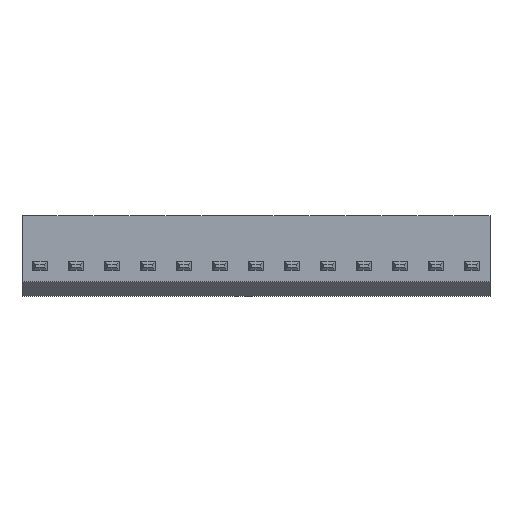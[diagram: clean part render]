
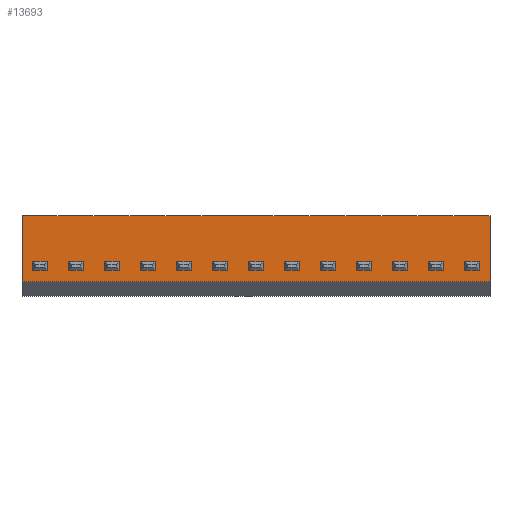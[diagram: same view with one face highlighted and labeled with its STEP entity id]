
A CAD part, top view. The second image highlights one B-rep face of the part: STEP entity #13693.
In plain terms, the highlighted planar face has unit normal (0, 0, 1).
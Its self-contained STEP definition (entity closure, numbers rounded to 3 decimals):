
#13693 = ADVANCED_FACE('',(#13694),#13708,.T.);
#13694 = FACE_BOUND('',#13695,.T.);
#13695 = EDGE_LOOP('',(#13696,#13731,#13759,#13787));
#13696 = ORIENTED_EDGE('',*,*,#13697,.T.);
#13697 = EDGE_CURVE('',#13698,#13700,#13702,.T.);
#13698 = VERTEX_POINT('',#13699);
#13699 = CARTESIAN_POINT('',(-1.25,-1.1,3.2));
#13700 = VERTEX_POINT('',#13701);
#13701 = CARTESIAN_POINT('',(31.25,-1.1,3.2));
#13702 = SURFACE_CURVE('',#13703,(#13707,#13719),.PCURVE_S1.);
#13703 = LINE('',#13704,#13705);
#13704 = CARTESIAN_POINT('',(-1.25,-1.1,3.2));
#13705 = VECTOR('',#13706,1.);
#13706 = DIRECTION('',(1.,0.,0.));
#13707 = PCURVE('',#13708,#13713);
#13708 = PLANE('',#13709);
#13709 = AXIS2_PLACEMENT_3D('',#13710,#13711,#13712);
#13710 = CARTESIAN_POINT('',(-1.25,-1.1,3.2));
#13711 = DIRECTION('',(0.,0.,1.));
#13712 = DIRECTION('',(0.,1.,0.));
#13713 = DEFINITIONAL_REPRESENTATION('',(#13714),#13718);
#13714 = LINE('',#13715,#13716);
#13715 = CARTESIAN_POINT('',(0.,0.));
#13716 = VECTOR('',#13717,1.);
#13717 = DIRECTION('',(0.,-1.));
#13718 = ( GEOMETRIC_REPRESENTATION_CONTEXT(2) 
PARAMETRIC_REPRESENTATION_CONTEXT() REPRESENTATION_CONTEXT('2D SPACE',''
  ) );
#13719 = PCURVE('',#13720,#13725);
#13720 = PLANE('',#13721);
#13721 = AXIS2_PLACEMENT_3D('',#13722,#13723,#13724);
#13722 = CARTESIAN_POINT('',(-1.25,-1.1,3.2));
#13723 = DIRECTION('',(0.,0.707,-0.707));
#13724 = DIRECTION('',(0.,-0.707,-0.707));
#13725 = DEFINITIONAL_REPRESENTATION('',(#13726),#13730);
#13726 = LINE('',#13727,#13728);
#13727 = CARTESIAN_POINT('',(0.,0.));
#13728 = VECTOR('',#13729,1.);
#13729 = DIRECTION('',(0.,-1.));
#13730 = ( GEOMETRIC_REPRESENTATION_CONTEXT(2) 
PARAMETRIC_REPRESENTATION_CONTEXT() REPRESENTATION_CONTEXT('2D SPACE',''
  ) );
#13731 = ORIENTED_EDGE('',*,*,#13732,.T.);
#13732 = EDGE_CURVE('',#13700,#13733,#13735,.T.);
#13733 = VERTEX_POINT('',#13734);
#13734 = CARTESIAN_POINT('',(31.25,3.5,3.2));
#13735 = SURFACE_CURVE('',#13736,(#13740,#13747),.PCURVE_S1.);
#13736 = LINE('',#13737,#13738);
#13737 = CARTESIAN_POINT('',(31.25,-1.1,3.2));
#13738 = VECTOR('',#13739,1.);
#13739 = DIRECTION('',(0.,1.,0.));
#13740 = PCURVE('',#13708,#13741);
#13741 = DEFINITIONAL_REPRESENTATION('',(#13742),#13746);
#13742 = LINE('',#13743,#13744);
#13743 = CARTESIAN_POINT('',(0.,-32.5));
#13744 = VECTOR('',#13745,1.);
#13745 = DIRECTION('',(1.,0.));
#13746 = ( GEOMETRIC_REPRESENTATION_CONTEXT(2) 
PARAMETRIC_REPRESENTATION_CONTEXT() REPRESENTATION_CONTEXT('2D SPACE',''
  ) );
#13747 = PCURVE('',#13748,#13753);
#13748 = PLANE('',#13749);
#13749 = AXIS2_PLACEMENT_3D('',#13750,#13751,#13752);
#13750 = CARTESIAN_POINT('',(31.25,0.951,1.622));
#13751 = DIRECTION('',(1.,0.,0.));
#13752 = DIRECTION('',(0.,0.,1.));
#13753 = DEFINITIONAL_REPRESENTATION('',(#13754),#13758);
#13754 = LINE('',#13755,#13756);
#13755 = CARTESIAN_POINT('',(1.578,2.051));
#13756 = VECTOR('',#13757,1.);
#13757 = DIRECTION('',(0.,-1.));
#13758 = ( GEOMETRIC_REPRESENTATION_CONTEXT(2) 
PARAMETRIC_REPRESENTATION_CONTEXT() REPRESENTATION_CONTEXT('2D SPACE',''
  ) );
#13759 = ORIENTED_EDGE('',*,*,#13760,.F.);
#13760 = EDGE_CURVE('',#13761,#13733,#13763,.T.);
#13761 = VERTEX_POINT('',#13762);
#13762 = CARTESIAN_POINT('',(-1.25,3.5,3.2));
#13763 = SURFACE_CURVE('',#13764,(#13768,#13775),.PCURVE_S1.);
#13764 = LINE('',#13765,#13766);
#13765 = CARTESIAN_POINT('',(-1.25,3.5,3.2));
#13766 = VECTOR('',#13767,1.);
#13767 = DIRECTION('',(1.,0.,0.));
#13768 = PCURVE('',#13708,#13769);
#13769 = DEFINITIONAL_REPRESENTATION('',(#13770),#13774);
#13770 = LINE('',#13771,#13772);
#13771 = CARTESIAN_POINT('',(4.6,0.));
#13772 = VECTOR('',#13773,1.);
#13773 = DIRECTION('',(0.,-1.));
#13774 = ( GEOMETRIC_REPRESENTATION_CONTEXT(2) 
PARAMETRIC_REPRESENTATION_CONTEXT() REPRESENTATION_CONTEXT('2D SPACE',''
  ) );
#13775 = PCURVE('',#13776,#13781);
#13776 = PLANE('',#13777);
#13777 = AXIS2_PLACEMENT_3D('',#13778,#13779,#13780);
#13778 = CARTESIAN_POINT('',(-1.25,3.5,3.2));
#13779 = DIRECTION('',(0.,1.,0.));
#13780 = DIRECTION('',(0.,0.,-1.));
#13781 = DEFINITIONAL_REPRESENTATION('',(#13782),#13786);
#13782 = LINE('',#13783,#13784);
#13783 = CARTESIAN_POINT('',(0.,0.));
#13784 = VECTOR('',#13785,1.);
#13785 = DIRECTION('',(0.,-1.));
#13786 = ( GEOMETRIC_REPRESENTATION_CONTEXT(2) 
PARAMETRIC_REPRESENTATION_CONTEXT() REPRESENTATION_CONTEXT('2D SPACE',''
  ) );
#13787 = ORIENTED_EDGE('',*,*,#13788,.F.);
#13788 = EDGE_CURVE('',#13698,#13761,#13789,.T.);
#13789 = SURFACE_CURVE('',#13790,(#13794,#13801),.PCURVE_S1.);
#13790 = LINE('',#13791,#13792);
#13791 = CARTESIAN_POINT('',(-1.25,-1.1,3.2));
#13792 = VECTOR('',#13793,1.);
#13793 = DIRECTION('',(0.,1.,0.));
#13794 = PCURVE('',#13708,#13795);
#13795 = DEFINITIONAL_REPRESENTATION('',(#13796),#13800);
#13796 = LINE('',#13797,#13798);
#13797 = CARTESIAN_POINT('',(0.,0.));
#13798 = VECTOR('',#13799,1.);
#13799 = DIRECTION('',(1.,0.));
#13800 = ( GEOMETRIC_REPRESENTATION_CONTEXT(2) 
PARAMETRIC_REPRESENTATION_CONTEXT() REPRESENTATION_CONTEXT('2D SPACE',''
  ) );
#13801 = PCURVE('',#13802,#13807);
#13802 = PLANE('',#13803);
#13803 = AXIS2_PLACEMENT_3D('',#13804,#13805,#13806);
#13804 = CARTESIAN_POINT('',(-1.25,0.951,1.622));
#13805 = DIRECTION('',(1.,0.,0.));
#13806 = DIRECTION('',(0.,0.,1.));
#13807 = DEFINITIONAL_REPRESENTATION('',(#13808),#13812);
#13808 = LINE('',#13809,#13810);
#13809 = CARTESIAN_POINT('',(1.578,2.051));
#13810 = VECTOR('',#13811,1.);
#13811 = DIRECTION('',(0.,-1.));
#13812 = ( GEOMETRIC_REPRESENTATION_CONTEXT(2) 
PARAMETRIC_REPRESENTATION_CONTEXT() REPRESENTATION_CONTEXT('2D SPACE',''
  ) );
